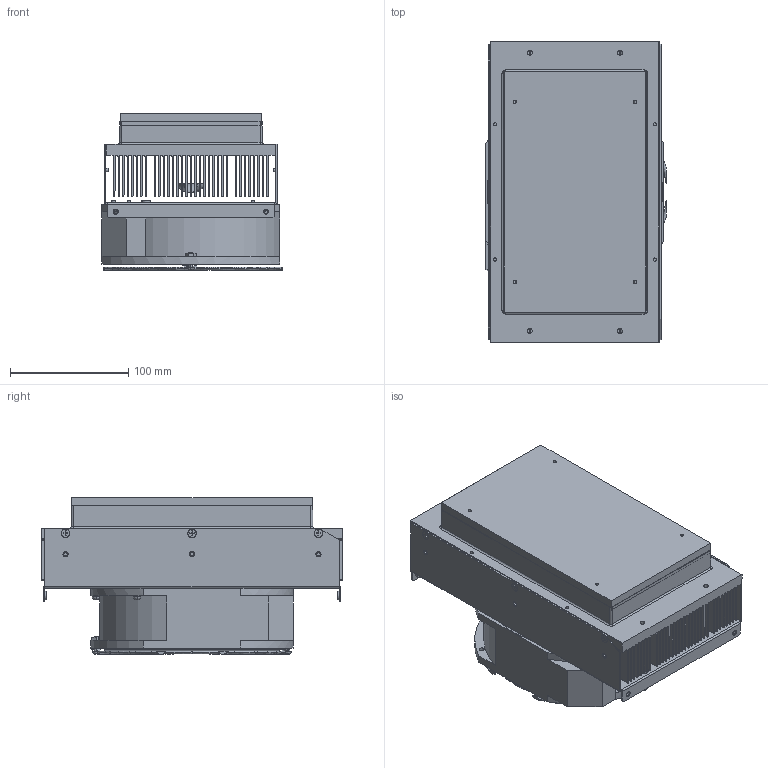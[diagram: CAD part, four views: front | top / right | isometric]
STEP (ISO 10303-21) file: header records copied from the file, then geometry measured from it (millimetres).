
FILE_DESCRIPTION (( 'STEP AP203' ), '1' );
FILE_NAME ('ahp-690cp.STEP', '2016-05-25T19:54:19', ( '' ), ( '' ), 'SwSTEP 2.0', 'SolidWorks 2016', '' );
FILE_SCHEMA (( 'CONFIG_CONTROL_DESIGN' ));
Length unit declared in the file: inch
Products named in the file (1): ahp-690cp
Bounding box: 152.21 x 254 x 132.15 mm (x, y, z)
Surface area: 855909.7 mm2 (no closed solid volume)
Topology: 0 solids, 32 shells, 614 faces, 1960 edges, 1346 vertices
Faces by surface type: plane 317, cylinder 244, bspline 43, cone 10
Entity records: 29962 total; most frequent: CARTESIAN_POINT 13647, ORIENTED_EDGE 3455, DIRECTION 2920, EDGE_CURVE 1956, VERTEX_POINT 1344, AXIS2_PLACEMENT_3D 995, VECTOR 930, LINE 930
